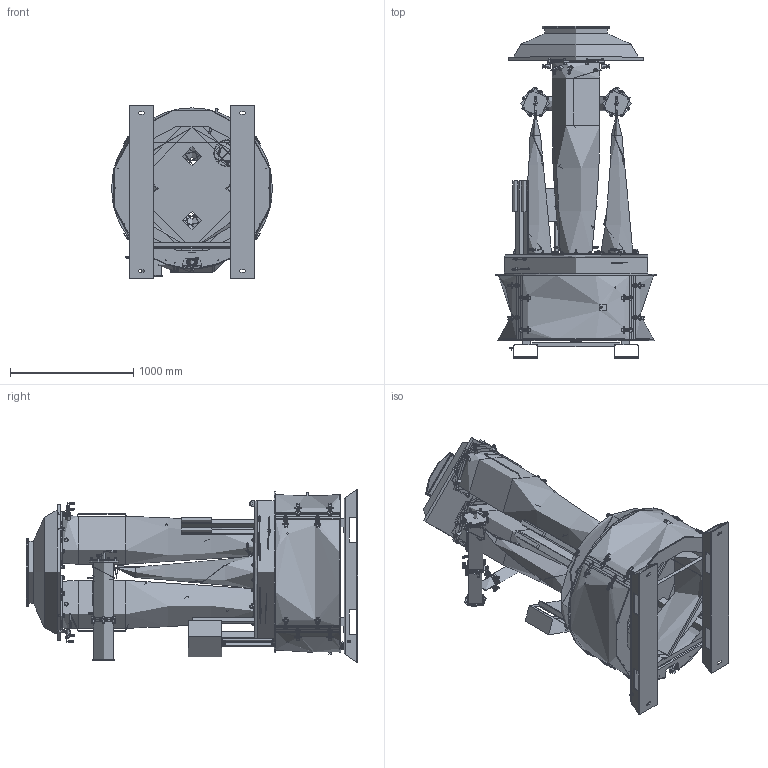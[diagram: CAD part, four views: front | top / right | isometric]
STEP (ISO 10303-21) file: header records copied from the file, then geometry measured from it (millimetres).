
FILE_DESCRIPTION(('STEP AP242'), '1');
FILE_NAME('櫻蠉錪', '2023-06-28T06:50:51', (''), (''), 'C3D Converter', 'C3D Toolkit', '');
FILE_SCHEMA(('AP242_MANAGED_MODEL_BASED_3D_ENGINEERING_MIM_LF { 1 0 10303 442 1 1 4 }'));
Length unit declared in the file: millimetre
Bounding box: 1305 x 2690.66 x 1400 mm (x, y, z)
Topology: 0 solids, 889 shells, 4219 faces, 14264 edges, 10519 vertices
Faces by surface type: plane 2068, cylinder 1201, cone 356, bspline 310, torus 227, sphere 57
Full cylindrical faces by diameter (mm): 2 x1, 3.35 x4, 4.2 x4, 4.65 x1, 4.773 x2, 5 x1, 5.9 x1, 6 x26, 9.7 x16, 10 x28, 10.25 x8, 11 x1, 12 x53, 13.2 x10, 14 x12, 15 x8, 15.85 x16, 16 x17, 17 x18, 18 x1, 19.05 x4, 19.8 x4, 20 x17, 20.376 x1, 20.5 x1, 22 x6, 24 x39, 25 x8, 28 x6, 28.2 x2
Entity records: 351166 total; most frequent: CARTESIAN_POINT 236798, DIRECTION 23199, ORIENTED_EDGE 19202, EDGE_CURVE 13188, VERTEX_POINT 10452, AXIS2_PLACEMENT_3D 8754, EDGE_LOOP 5952, LINE 5691
